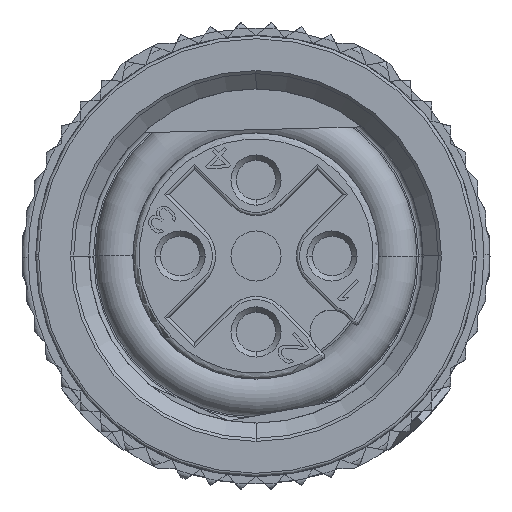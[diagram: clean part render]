
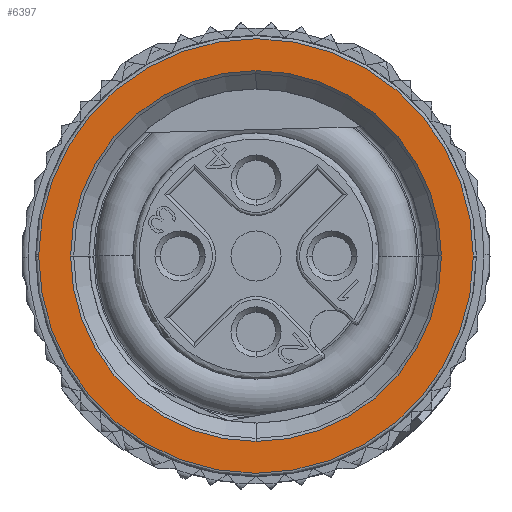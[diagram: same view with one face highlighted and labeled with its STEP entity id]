
A CAD part, front view. The second image highlights one B-rep face of the part: STEP entity #6397.
In plain terms, the highlighted planar face has unit normal (0, -1, 0).
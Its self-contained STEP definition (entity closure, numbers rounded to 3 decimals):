
#6397=ADVANCED_FACE('',(#12932,#12933),#12934,.T.);
#12932=FACE_OUTER_BOUND('',#35161,.T.);
#12933=FACE_BOUND('',#35162,.T.);
#12934=PLANE('',#35163);
#35161=EDGE_LOOP('',(#59479,#59480,#59481,#59482));
#35162=EDGE_LOOP('',(#59483,#59484,#59485,#59486));
#35163=AXIS2_PLACEMENT_3D('',#59487,#59488,#59489);
#59479=ORIENTED_EDGE('',*,*,#67934,.F.);
#59480=ORIENTED_EDGE('',*,*,#66333,.F.);
#59481=ORIENTED_EDGE('',*,*,#67932,.F.);
#59482=ORIENTED_EDGE('',*,*,#66338,.F.);
#59483=ORIENTED_EDGE('',*,*,#67942,.F.);
#59484=ORIENTED_EDGE('',*,*,#66316,.F.);
#59485=ORIENTED_EDGE('',*,*,#66323,.F.);
#59486=ORIENTED_EDGE('',*,*,#67943,.F.);
#59487=CARTESIAN_POINT('',(0.0,-12.4,0.0));
#59488=DIRECTION('',(0.0,-1.0,0.0));
#59489=DIRECTION('',(1.0,0.0,0.0));
#66316=EDGE_CURVE('',#76702,#76700,#76704,.T.);
#66323=EDGE_CURVE('',#76712,#76702,#76714,.T.);
#66333=EDGE_CURVE('',#76730,#76726,#76732,.T.);
#66338=EDGE_CURVE('',#76739,#76735,#76741,.T.);
#67932=EDGE_CURVE('',#76735,#76730,#79031,.T.);
#67934=EDGE_CURVE('',#76726,#76739,#79033,.T.);
#67942=EDGE_CURVE('',#76700,#79042,#79043,.T.);
#67943=EDGE_CURVE('',#79042,#76712,#79044,.T.);
#76700=VERTEX_POINT('',#97578);
#76702=VERTEX_POINT('',#97581);
#76704=CIRCLE('',#97584,6.1);
#76712=VERTEX_POINT('',#97593);
#76714=CIRCLE('',#97596,6.1);
#76726=VERTEX_POINT('',#97608);
#76730=VERTEX_POINT('',#97612);
#76732=CIRCLE('',#97614,7.15);
#76735=VERTEX_POINT('',#97617);
#76739=VERTEX_POINT('',#97621);
#76741=CIRCLE('',#97623,7.15);
#79031=CIRCLE('',#102822,7.15);
#79033=CIRCLE('',#102824,7.15);
#79042=VERTEX_POINT('',#102835);
#79043=CIRCLE('',#102836,6.1);
#79044=CIRCLE('',#102837,6.1);
#97578=CARTESIAN_POINT('',(0.0,-12.4,6.1));
#97581=CARTESIAN_POINT('',(6.1,-12.4,0.0));
#97584=AXIS2_PLACEMENT_3D('',#112831,#112832,#112833);
#97593=CARTESIAN_POINT('',(0.0,-12.4,-6.1));
#97596=AXIS2_PLACEMENT_3D('',#112842,#112843,#112844);
#97608=CARTESIAN_POINT('',(-7.15,-12.4,0.052));
#97612=CARTESIAN_POINT('',(-7.15,-12.4,0.0));
#97614=AXIS2_PLACEMENT_3D('',#112866,#112867,#112868);
#97617=CARTESIAN_POINT('',(7.15,-12.4,-0.052));
#97621=CARTESIAN_POINT('',(7.15,-12.4,0.0));
#97623=AXIS2_PLACEMENT_3D('',#112878,#112879,#112880);
#102822=AXIS2_PLACEMENT_3D('',#114779,#114780,#114781);
#102824=AXIS2_PLACEMENT_3D('',#114782,#114783,#114784);
#102835=CARTESIAN_POINT('',(-6.1,-12.4,0.0));
#102836=AXIS2_PLACEMENT_3D('',#114793,#114794,#114795);
#102837=AXIS2_PLACEMENT_3D('',#114796,#114797,#114798);
#112831=CARTESIAN_POINT('',(0.0,-12.4,0.0));
#112832=DIRECTION('',(0.0,-1.0,0.0));
#112833=DIRECTION('',(1.0,0.0,0.0));
#112842=CARTESIAN_POINT('',(0.0,-12.4,0.0));
#112843=DIRECTION('',(0.0,-1.0,0.0));
#112844=DIRECTION('',(0.0,0.0,-1.0));
#112866=CARTESIAN_POINT('',(0.0,-12.4,0.0));
#112867=DIRECTION('',(0.0,1.0,0.0));
#112868=DIRECTION('',(-1.0,0.0,0.0));
#112878=CARTESIAN_POINT('',(0.0,-12.4,0.0));
#112879=DIRECTION('',(-0.0,1.0,0.0));
#112880=DIRECTION('',(1.0,0.0,0.0));
#114779=CARTESIAN_POINT('',(0.0,-12.4,0.0));
#114780=DIRECTION('',(0.0,1.0,0.0));
#114781=DIRECTION('',(1.,0.0,-0.007));
#114782=CARTESIAN_POINT('',(0.0,-12.4,0.0));
#114783=DIRECTION('',(0.0,1.0,0.0));
#114784=DIRECTION('',(-1.,0.0,0.007));
#114793=CARTESIAN_POINT('',(0.0,-12.4,0.0));
#114794=DIRECTION('',(0.0,-1.0,0.0));
#114795=DIRECTION('',(0.0,0.0,1.0));
#114796=CARTESIAN_POINT('',(0.0,-12.4,0.0));
#114797=DIRECTION('',(0.0,-1.0,0.0));
#114798=DIRECTION('',(-1.0,0.0,0.0));
